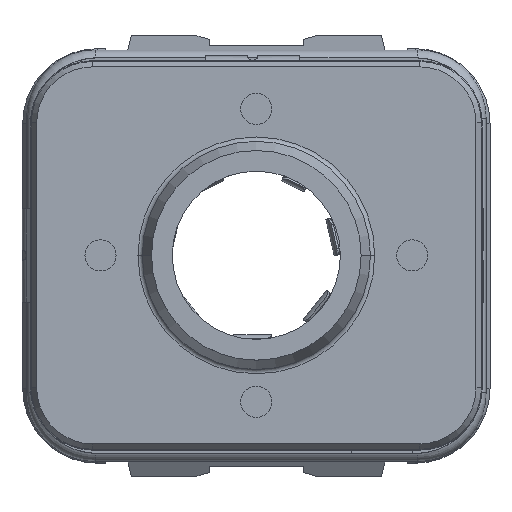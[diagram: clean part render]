
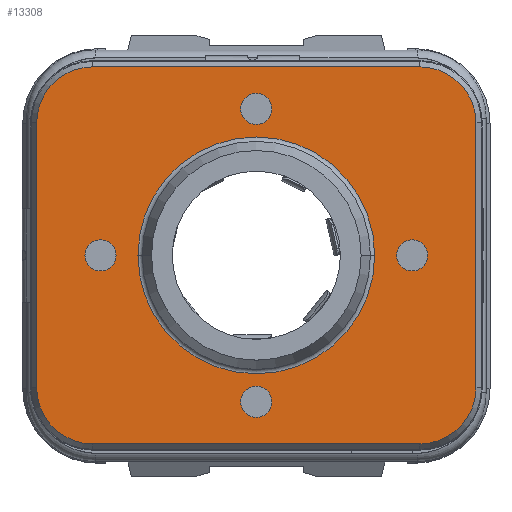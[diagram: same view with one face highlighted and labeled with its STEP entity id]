
A CAD part, top view. The second image highlights one B-rep face of the part: STEP entity #13308.
In plain terms, the highlighted planar face has unit normal (0, 0, 1).
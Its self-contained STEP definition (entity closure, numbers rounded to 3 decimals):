
#554=CARTESIAN_POINT('',(-5.25,-4.25,4.155));
#555=DIRECTION('',(0.,0.,1.));
#556=DIRECTION('',(-1.,0.,0.));
#557=AXIS2_PLACEMENT_3D('',#554,#555,#556);
#559=DIRECTION('',(0.,-1.,0.));
#560=VECTOR('',#559,8.5);
#561=CARTESIAN_POINT('',(-7.05,4.25,4.155));
#562=LINE('',#561,#560);
#563=CARTESIAN_POINT('',(-5.25,4.25,4.155));
#564=DIRECTION('',(0.,0.,1.));
#565=DIRECTION('',(0.,1.,0.));
#566=AXIS2_PLACEMENT_3D('',#563,#564,#565);
#568=DIRECTION('',(-1.,0.,0.));
#569=VECTOR('',#568,10.5);
#570=CARTESIAN_POINT('',(5.25,6.05,4.155));
#571=LINE('',#570,#569);
#572=CARTESIAN_POINT('',(5.25,4.25,4.155));
#573=DIRECTION('',(0.,0.,1.));
#574=DIRECTION('',(1.,0.,0.));
#575=AXIS2_PLACEMENT_3D('',#572,#573,#574);
#577=DIRECTION('',(0.,1.,0.));
#578=VECTOR('',#577,8.5);
#579=CARTESIAN_POINT('',(7.05,-4.25,4.155));
#580=LINE('',#579,#578);
#581=CARTESIAN_POINT('',(5.25,-4.25,4.155));
#582=DIRECTION('',(0.,0.,1.));
#583=DIRECTION('',(0.,-1.,0.));
#584=AXIS2_PLACEMENT_3D('',#581,#582,#583);
#586=DIRECTION('',(1.,0.,0.));
#587=VECTOR('',#586,10.5);
#588=CARTESIAN_POINT('',(-5.25,-6.05,4.155));
#589=LINE('',#588,#587);
#590=CARTESIAN_POINT('',(0.,0.,4.155));
#591=DIRECTION('',(0.,0.,1.));
#592=DIRECTION('',(1.,0.,0.));
#593=AXIS2_PLACEMENT_3D('',#590,#591,#592);
#595=CARTESIAN_POINT('',(0.,0.,4.155));
#596=DIRECTION('',(0.,0.,1.));
#597=DIRECTION('',(-1.,0.,0.));
#598=AXIS2_PLACEMENT_3D('',#595,#596,#597);
#10346=CARTESIAN_POINT('',(0.,-4.7,4.155));
#10347=DIRECTION('',(0.,0.,1.));
#10348=DIRECTION('',(-1.,0.,0.));
#10349=AXIS2_PLACEMENT_3D('',#10346,#10347,#10348);
#10355=CARTESIAN_POINT('',(0.,-4.7,4.155));
#10356=DIRECTION('',(0.,0.,1.));
#10357=DIRECTION('',(1.,0.,0.));
#10358=AXIS2_PLACEMENT_3D('',#10355,#10356,#10357);
#10374=CARTESIAN_POINT('',(5.,0.,4.155));
#10375=DIRECTION('',(0.,0.,1.));
#10376=DIRECTION('',(-1.,0.,0.));
#10377=AXIS2_PLACEMENT_3D('',#10374,#10375,#10376);
#10383=CARTESIAN_POINT('',(5.,0.,4.155));
#10384=DIRECTION('',(0.,0.,1.));
#10385=DIRECTION('',(1.,0.,0.));
#10386=AXIS2_PLACEMENT_3D('',#10383,#10384,#10385);
#10402=CARTESIAN_POINT('',(-5.,0.,4.155));
#10403=DIRECTION('',(0.,0.,1.));
#10404=DIRECTION('',(-1.,0.,0.));
#10405=AXIS2_PLACEMENT_3D('',#10402,#10403,#10404);
#10411=CARTESIAN_POINT('',(-5.,0.,4.155));
#10412=DIRECTION('',(0.,0.,1.));
#10413=DIRECTION('',(1.,0.,0.));
#10414=AXIS2_PLACEMENT_3D('',#10411,#10412,#10413);
#10430=CARTESIAN_POINT('',(0.,4.7,4.155));
#10431=DIRECTION('',(0.,0.,1.));
#10432=DIRECTION('',(-1.,0.,0.));
#10433=AXIS2_PLACEMENT_3D('',#10430,#10431,#10432);
#10439=CARTESIAN_POINT('',(0.,4.7,4.155));
#10440=DIRECTION('',(0.,0.,1.));
#10441=DIRECTION('',(1.,0.,0.));
#10442=AXIS2_PLACEMENT_3D('',#10439,#10440,#10441);
#12258=CARTESIAN_POINT('',(-7.05,-4.25,4.155));
#12259=CARTESIAN_POINT('',(-5.25,-6.05,4.155));
#12260=VERTEX_POINT('',#12258);
#12261=VERTEX_POINT('',#12259);
#12262=CARTESIAN_POINT('',(5.25,-6.05,4.155));
#12263=VERTEX_POINT('',#12262);
#12264=CARTESIAN_POINT('',(7.05,-4.25,4.155));
#12265=VERTEX_POINT('',#12264);
#12266=CARTESIAN_POINT('',(7.05,4.25,4.155));
#12267=VERTEX_POINT('',#12266);
#12268=CARTESIAN_POINT('',(5.25,6.05,4.155));
#12269=VERTEX_POINT('',#12268);
#12270=CARTESIAN_POINT('',(-5.25,6.05,4.155));
#12271=VERTEX_POINT('',#12270);
#12272=CARTESIAN_POINT('',(-7.05,4.25,4.155));
#12273=VERTEX_POINT('',#12272);
#12338=CARTESIAN_POINT('',(3.8,0.,4.155));
#12339=CARTESIAN_POINT('',(-3.8,0.,4.155));
#12340=VERTEX_POINT('',#12338);
#12341=VERTEX_POINT('',#12339);
#12594=CARTESIAN_POINT('',(-0.5,-4.7,4.155));
#12595=CARTESIAN_POINT('',(0.5,-4.7,4.155));
#12596=VERTEX_POINT('',#12594);
#12597=VERTEX_POINT('',#12595);
#12598=CARTESIAN_POINT('',(4.5,0.,4.155));
#12599=CARTESIAN_POINT('',(5.5,0.,4.155));
#12600=VERTEX_POINT('',#12598);
#12601=VERTEX_POINT('',#12599);
#12602=CARTESIAN_POINT('',(-5.5,0.,4.155));
#12603=CARTESIAN_POINT('',(-4.5,0.,4.155));
#12604=VERTEX_POINT('',#12602);
#12605=VERTEX_POINT('',#12603);
#12606=CARTESIAN_POINT('',(-0.5,4.7,4.155));
#12607=CARTESIAN_POINT('',(0.5,4.7,4.155));
#12608=VERTEX_POINT('',#12606);
#12609=VERTEX_POINT('',#12607);
#13263=CARTESIAN_POINT('',(0.,0.,4.155));
#13264=DIRECTION('',(0.,0.,1.));
#13265=DIRECTION('',(1.,0.,0.));
#13266=AXIS2_PLACEMENT_3D('',#13263,#13264,#13265);
#13267=PLANE('',#13266);
#13268=ORIENTED_EDGE('',*,*,#13078,.F.);
#13269=ORIENTED_EDGE('',*,*,#13119,.F.);
#13270=ORIENTED_EDGE('',*,*,#13134,.F.);
#13271=ORIENTED_EDGE('',*,*,#13175,.F.);
#13272=ORIENTED_EDGE('',*,*,#13190,.F.);
#13273=ORIENTED_EDGE('',*,*,#13231,.F.);
#13274=ORIENTED_EDGE('',*,*,#13245,.F.);
#13275=ORIENTED_EDGE('',*,*,#13062,.F.);
#13276=EDGE_LOOP('',(#13268,#13269,#13270,#13271,#13272,#13273,#13274,#13275));
#13277=FACE_OUTER_BOUND('',#13276,.F.);
#13279=ORIENTED_EDGE('',*,*,#13278,.T.);
#13281=ORIENTED_EDGE('',*,*,#13280,.T.);
#13282=EDGE_LOOP('',(#13279,#13281));
#13283=FACE_BOUND('',#13282,.F.);
#13285=ORIENTED_EDGE('',*,*,#13284,.T.);
#13287=ORIENTED_EDGE('',*,*,#13286,.T.);
#13288=EDGE_LOOP('',(#13285,#13287));
#13289=FACE_BOUND('',#13288,.F.);
#13291=ORIENTED_EDGE('',*,*,#13290,.T.);
#13293=ORIENTED_EDGE('',*,*,#13292,.T.);
#13294=EDGE_LOOP('',(#13291,#13293));
#13295=FACE_BOUND('',#13294,.F.);
#13297=ORIENTED_EDGE('',*,*,#13296,.T.);
#13299=ORIENTED_EDGE('',*,*,#13298,.T.);
#13300=EDGE_LOOP('',(#13297,#13299));
#13301=FACE_BOUND('',#13300,.F.);
#13303=ORIENTED_EDGE('',*,*,#13302,.T.);
#13305=ORIENTED_EDGE('',*,*,#13304,.T.);
#13306=EDGE_LOOP('',(#13303,#13305));
#13307=FACE_BOUND('',#13306,.F.);
#13308=ADVANCED_FACE('',(#13277,#13283,#13289,#13295,#13301,#13307),#13267,.T.);
#558=CIRCLE('',#557,1.8);
#567=CIRCLE('',#566,1.8);
#576=CIRCLE('',#575,1.8);
#585=CIRCLE('',#584,1.8);
#594=CIRCLE('',#593,3.8);
#599=CIRCLE('',#598,3.8);
#10350=CIRCLE('',#10349,0.5);
#10359=CIRCLE('',#10358,0.5);
#10378=CIRCLE('',#10377,0.5);
#10387=CIRCLE('',#10386,0.5);
#10406=CIRCLE('',#10405,0.5);
#10415=CIRCLE('',#10414,0.5);
#10434=CIRCLE('',#10433,0.5);
#10443=CIRCLE('',#10442,0.5);
#13062=EDGE_CURVE('',#12261,#12263,#589,.T.);
#13078=EDGE_CURVE('',#12260,#12261,#558,.T.);
#13119=EDGE_CURVE('',#12273,#12260,#562,.T.);
#13134=EDGE_CURVE('',#12271,#12273,#567,.T.);
#13175=EDGE_CURVE('',#12269,#12271,#571,.T.);
#13190=EDGE_CURVE('',#12267,#12269,#576,.T.);
#13231=EDGE_CURVE('',#12265,#12267,#580,.T.);
#13245=EDGE_CURVE('',#12263,#12265,#585,.T.);
#13278=EDGE_CURVE('',#12340,#12341,#594,.T.);
#13280=EDGE_CURVE('',#12341,#12340,#599,.T.);
#13284=EDGE_CURVE('',#12596,#12597,#10350,.T.);
#13286=EDGE_CURVE('',#12597,#12596,#10359,.T.);
#13290=EDGE_CURVE('',#12600,#12601,#10378,.T.);
#13292=EDGE_CURVE('',#12601,#12600,#10387,.T.);
#13296=EDGE_CURVE('',#12604,#12605,#10406,.T.);
#13298=EDGE_CURVE('',#12605,#12604,#10415,.T.);
#13302=EDGE_CURVE('',#12608,#12609,#10434,.T.);
#13304=EDGE_CURVE('',#12609,#12608,#10443,.T.);
